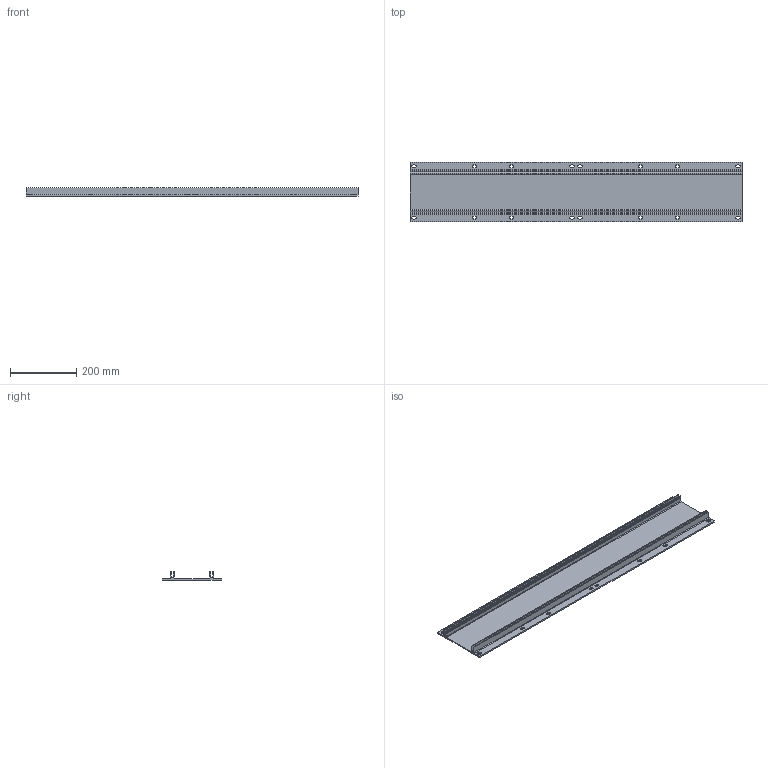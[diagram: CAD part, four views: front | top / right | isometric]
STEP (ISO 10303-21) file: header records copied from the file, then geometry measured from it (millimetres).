
FILE_DESCRIPTION(/* description */ (''),/* implementation_level */ '2;1');
FILE_NAME(/* name */ '6ES7194-4GA60-0AA0_3d.stp',/* time_stamp */ '2023-09-14T09:41:30+02:00',/* author */ (''),/* organization */ (''),/* preprocessor_version */ 'ST-DEVELOPER v18.102',/* originating_system */ 'SIEMENS PLM Software NX 2023',/* authorisation */ '');
FILE_SCHEMA (('AUTOMOTIVE_DESIGN { 1 0 10303 214 3 1 1 1 }'));
Length unit declared in the file: millimetre
Products named in the file (2): A5E30130733A_RS-AA_002_1-rack; A5E30130732A_RS-AA_002_1-CAx_6ES71944GA600AA0
Assembly tree (1 placements, depth 2):
  A5E30130732A_RS-AA_002_1-CAx_6ES71944GA600AA0
    A5E30130733A_RS-AA_002_1-rack
Bounding box: 1000 x 178.51 x 25.2 mm (x, y, z)
Volume: 1044353 mm3; surface area: 514908.8 mm2
Topology: 1 solids, 1 shells, 108 faces, 318 edges, 212 vertices
Faces by surface type: plane 76, cylinder 32
Entity records: 4479 total; most frequent: CARTESIAN_POINT 643, ORIENTED_EDGE 636, DIRECTION 608, EDGE_CURVE 318, LINE 254, VECTOR 254, VERTEX_POINT 212, AXIS2_PLACEMENT_3D 177
